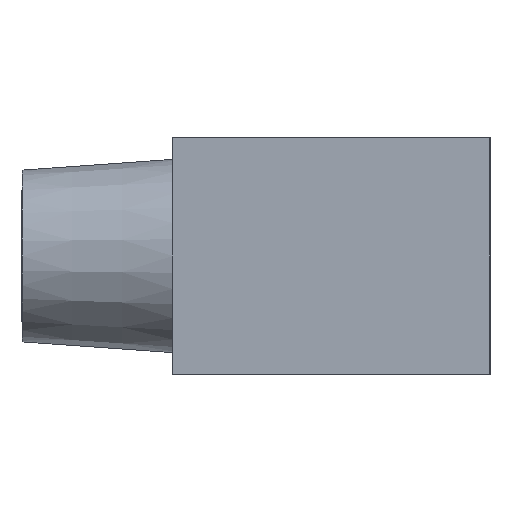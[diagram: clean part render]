
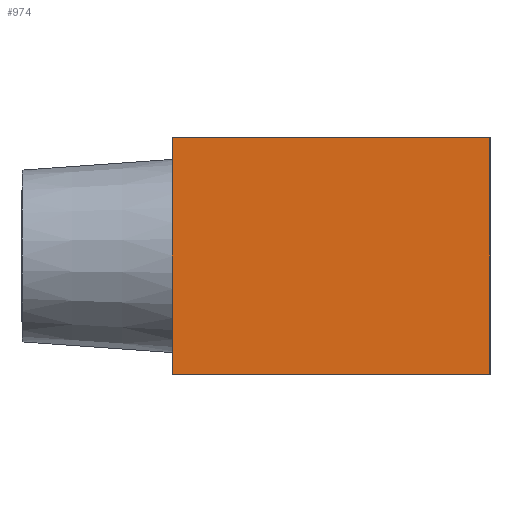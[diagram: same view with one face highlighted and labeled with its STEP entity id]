
A CAD part, left-side view. The second image highlights one B-rep face of the part: STEP entity #974.
In plain terms, the highlighted planar face has unit normal (-1, 0, 0).
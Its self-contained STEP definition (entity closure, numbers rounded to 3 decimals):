
#17 = ORIENTED_EDGE ( 'NONE', *, *, #1348, .T. ) ;
#218 = VERTEX_POINT ( 'NONE', #1636 ) ;
#374 = VECTOR ( 'NONE', #3720, 1000. ) ;
#643 = ORIENTED_EDGE ( 'NONE', *, *, #2825, .F. ) ;
#673 = EDGE_CURVE ( 'NONE', #2878, #3554, #3688, .T. ) ;
#676 = LINE ( 'NONE', #1421, #1476 ) ;
#680 = EDGE_CURVE ( 'NONE', #2917, #218, #676, .T. ) ;
#725 = DIRECTION ( 'NONE',  ( 0., -1., 0. ) ) ;
#938 = AXIS2_PLACEMENT_3D ( 'NONE', #1242, #3549, #959 ) ;
#959 = DIRECTION ( 'NONE',  ( 0., 0., -1. ) ) ;
#974 = ADVANCED_FACE ( 'NONE', ( #1530 ), #2681, .F. ) ;
#1006 = LINE ( 'NONE', #1899, #1379 ) ;
#1242 = CARTESIAN_POINT ( 'NONE',  ( -30.85, 9.8, 5.5 ) ) ;
#1348 = EDGE_CURVE ( 'NONE', #2917, #3554, #2352, .T. ) ;
#1379 = VECTOR ( 'NONE', #725, 1000. ) ;
#1421 = CARTESIAN_POINT ( 'NONE',  ( -30.85, 9.8, 5.5 ) ) ;
#1476 = VECTOR ( 'NONE', #2009, 1000. ) ;
#1530 = FACE_OUTER_BOUND ( 'NONE', #3660, .T. ) ;
#1636 = CARTESIAN_POINT ( 'NONE',  ( -30.85, 9.8, 5.5 ) ) ;
#1899 = CARTESIAN_POINT ( 'NONE',  ( -30.85, 9.8, 5.5 ) ) ;
#2009 = DIRECTION ( 'NONE',  ( 0., 0., 1. ) ) ;
#2340 = CARTESIAN_POINT ( 'NONE',  ( -30.85, -5., 5.5 ) ) ;
#2352 = LINE ( 'NONE', #3495, #3617 ) ;
#2681 = PLANE ( 'NONE',  #938 ) ;
#2693 = DIRECTION ( 'NONE',  ( 0., -1., 0. ) ) ;
#2825 = EDGE_CURVE ( 'NONE', #218, #2878, #1006, .T. ) ;
#2878 = VERTEX_POINT ( 'NONE', #3677 ) ;
#2882 = CARTESIAN_POINT ( 'NONE',  ( -30.85, 9.8, -5.5 ) ) ;
#2917 = VERTEX_POINT ( 'NONE', #2882 ) ;
#3119 = CARTESIAN_POINT ( 'NONE',  ( -30.85, -5., -5.5 ) ) ;
#3155 = ORIENTED_EDGE ( 'NONE', *, *, #673, .F. ) ;
#3495 = CARTESIAN_POINT ( 'NONE',  ( -30.85, 9.8, -5.5 ) ) ;
#3549 = DIRECTION ( 'NONE',  ( 1., 0., 0. ) ) ;
#3554 = VERTEX_POINT ( 'NONE', #3119 ) ;
#3617 = VECTOR ( 'NONE', #2693, 1000. ) ;
#3660 = EDGE_LOOP ( 'NONE', ( #17, #3155, #643, #3697 ) ) ;
#3677 = CARTESIAN_POINT ( 'NONE',  ( -30.85, -5., 5.5 ) ) ;
#3688 = LINE ( 'NONE', #2340, #374 ) ;
#3697 = ORIENTED_EDGE ( 'NONE', *, *, #680, .F. ) ;
#3720 = DIRECTION ( 'NONE',  ( 0., 0., -1. ) ) ;
